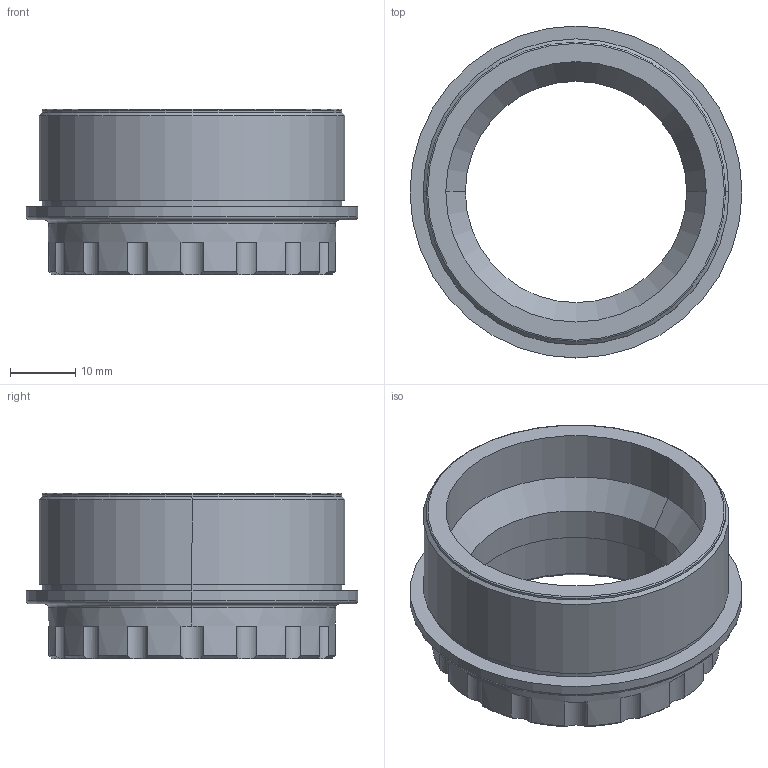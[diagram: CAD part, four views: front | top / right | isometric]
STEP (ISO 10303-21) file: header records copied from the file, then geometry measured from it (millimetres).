
FILE_DESCRIPTION (( 'STEP AP203' ), '1' );
FILE_NAME ('CuvetteT47GXP.STEP', '2020-03-16T12:44:46', ( '' ), ( '' ), 'SwSTEP 2.0', 'SolidWorks 2013', '' );
FILE_SCHEMA (( 'CONFIG_CONTROL_DESIGN' ));
Length unit declared in the file: millimetre
Products named in the file (1): CuvetteT47GXP
Bounding box: 51 x 51 x 25.4 mm (x, y, z)
Volume: 14721.1 mm3; surface area: 8708.4 mm2
Topology: 1 solids, 1 shells, 89 faces, 231 edges, 148 vertices
Faces by surface type: cylinder 37, cone 22, plane 22, torus 8
Entity records: 2894 total; most frequent: CARTESIAN_POINT 571, DIRECTION 515, ORIENTED_EDGE 462, EDGE_CURVE 231, AXIS2_PLACEMENT_3D 228, VERTEX_POINT 148, CIRCLE 138, EDGE_LOOP 95
